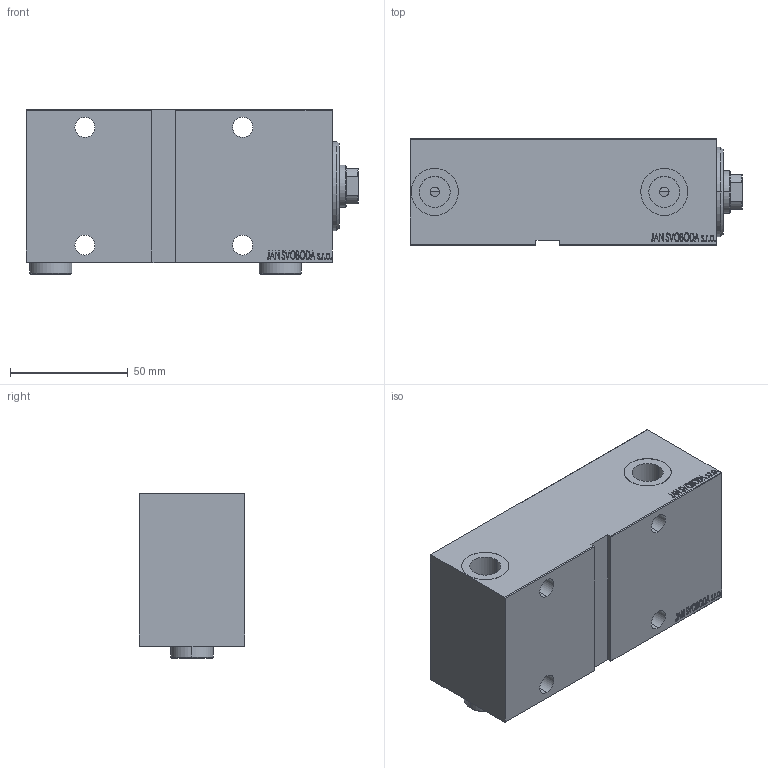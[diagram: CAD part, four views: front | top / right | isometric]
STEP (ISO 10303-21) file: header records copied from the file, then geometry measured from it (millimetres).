
FILE_DESCRIPTION (( 'STEP AP203' ), '1' );
FILE_NAME ('61d4.STEP', '2024-02-12T07:14:06', ( '' ), ( '' ), 'SwSTEP 2.0', 'SolidWorks 2019', '' );
FILE_SCHEMA (( 'CONFIG_CONTROL_DESIGN' ));
Length unit declared in the file: millimetre
Products named in the file (5): V450CM_E_Body a7c279c30ed5b9576323d70c93f25920; V450CM_E_VCP a7c279c30ed5b9576323d70c93f25920; 61d4; V450CM_VC_B a7c279c30ed5b9576323d70c93f25920; Zatka_OIL_PORT a7c279c30ed5b9576323d70c93f25920
Assembly tree (5 placements, depth 2):
  61d4
    V450CM_E_Body a7c279c30ed5b9576323d70c93f25920
    V450CM_E_VCP a7c279c30ed5b9576323d70c93f25920
    V450CM_VC_B a7c279c30ed5b9576323d70c93f25920
    Zatka_OIL_PORT a7c279c30ed5b9576323d70c93f25920  x2
Bounding box: 141 x 45 x 69.9 mm (x, y, z)
Volume: 346691.9 mm3; surface area: 68165.2 mm2
Topology: 5 solids, 5 shells, 910 faces, 2322 edges, 1533 vertices
Faces by surface type: plane 444, bspline 380, cylinder 68, cone 18
Entity records: 44475 total; most frequent: CARTESIAN_POINT 24772, ORIENTED_EDGE 4560, DIRECTION 2684, EDGE_CURVE 2280, VERTEX_POINT 1509, VECTOR 1362, LINE 1362, EDGE_LOOP 1021
